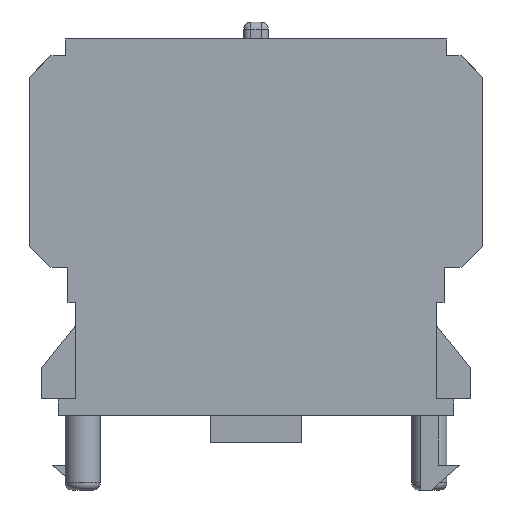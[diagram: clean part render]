
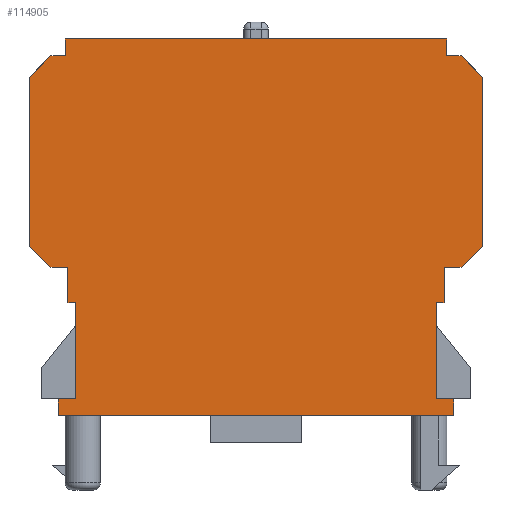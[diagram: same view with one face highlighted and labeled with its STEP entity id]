
A CAD part, left-side view. The second image highlights one B-rep face of the part: STEP entity #114905.
In plain terms, the highlighted planar face has unit normal (-1, 0, 0).
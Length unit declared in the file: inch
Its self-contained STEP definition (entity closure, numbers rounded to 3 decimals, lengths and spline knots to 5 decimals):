
#33825=CARTESIAN_POINT('',(-0.72343,-0.5315,0.84252));
#33826=VERTEX_POINT('',#33825);
#33827=CARTESIAN_POINT('',(-0.72343,0.5315,0.84252));
#33828=VERTEX_POINT('',#33827);
#33829=CARTESIAN_POINT('',(-0.72343,-0.5315,0.84252));
#33830=DIRECTION('',(0.0,1.0,0.0));
#33831=VECTOR('',#33830,1.06299);
#33832=LINE('',#33829,#33831);
#33833=EDGE_CURVE('',#33826,#33828,#33832,.T.);
#46849=CARTESIAN_POINT('',(-0.72343,0.5315,0.79528));
#46850=VERTEX_POINT('',#46849);
#46857=CARTESIAN_POINT('',(-0.72343,0.5315,0.84252));
#46858=DIRECTION('',(0.0,0.0,-1.0));
#46859=VECTOR('',#46858,0.04724);
#46860=LINE('',#46857,#46859);
#46861=EDGE_CURVE('',#33828,#46850,#46860,.T.);
#46872=CARTESIAN_POINT('',(-0.72343,-0.5315,0.79528));
#46873=VERTEX_POINT('',#46872);
#46874=CARTESIAN_POINT('',(-0.72343,-0.5315,0.84252));
#46875=DIRECTION('',(0.0,0.0,-1.0));
#46876=VECTOR('',#46875,0.04724);
#46877=LINE('',#46874,#46876);
#46878=EDGE_CURVE('',#33826,#46873,#46877,.T.);
#47007=CARTESIAN_POINT('',(-0.72343,-0.57087,0.79528));
#47008=VERTEX_POINT('',#47007);
#47009=CARTESIAN_POINT('',(-0.72343,-0.57087,0.79528));
#47010=DIRECTION('',(0.0,1.0,0.0));
#47011=VECTOR('',#47010,0.03937);
#47012=LINE('',#47009,#47011);
#47013=EDGE_CURVE('',#47008,#46873,#47012,.T.);
#47077=CARTESIAN_POINT('',(-0.72343,0.57087,0.79528));
#47078=VERTEX_POINT('',#47077);
#47085=CARTESIAN_POINT('',(-0.72343,0.5315,0.79528));
#47086=DIRECTION('',(0.0,1.0,0.0));
#47087=VECTOR('',#47086,0.03937);
#47088=LINE('',#47085,#47087);
#47089=EDGE_CURVE('',#46850,#47078,#47088,.T.);
#79331=CARTESIAN_POINT('',(-0.72343,-0.50197,-0.15945));
#79332=VERTEX_POINT('',#79331);
#79339=CARTESIAN_POINT('',(-0.72343,-0.55118,-0.15945));
#79340=VERTEX_POINT('',#79339);
#79341=CARTESIAN_POINT('',(-0.72343,-0.50197,-0.15945));
#79342=DIRECTION('',(0.0,-1.0,0.0));
#79343=VECTOR('',#79342,0.04921);
#79344=LINE('',#79341,#79343);
#79345=EDGE_CURVE('',#79332,#79340,#79344,.T.);
#79875=CARTESIAN_POINT('',(-0.72343,0.55118,-0.15945));
#79876=VERTEX_POINT('',#79875);
#79883=CARTESIAN_POINT('',(-0.72343,0.50197,-0.15945));
#79884=VERTEX_POINT('',#79883);
#79885=CARTESIAN_POINT('',(-0.72343,0.50197,-0.15945));
#79886=DIRECTION('',(0.0,1.0,0.0));
#79887=VECTOR('',#79886,0.04921);
#79888=LINE('',#79885,#79887);
#79889=EDGE_CURVE('',#79884,#79876,#79888,.T.);
#90322=CARTESIAN_POINT('',(-0.72343,0.52362,0.20669));
#90323=VERTEX_POINT('',#90322);
#90332=CARTESIAN_POINT('',(-0.72343,0.57087,0.20669));
#90333=VERTEX_POINT('',#90332);
#90334=CARTESIAN_POINT('',(-0.72343,0.57087,0.20669));
#90335=DIRECTION('',(0.0,-1.0,0.0));
#90336=VECTOR('',#90335,0.04724);
#90337=LINE('',#90334,#90336);
#90338=EDGE_CURVE('',#90333,#90323,#90337,.T.);
#90522=CARTESIAN_POINT('',(-0.72343,0.62992,0.73622));
#90523=VERTEX_POINT('',#90522);
#90524=CARTESIAN_POINT('',(-0.72343,0.62992,0.73622));
#90525=DIRECTION('',(0.0,-0.707,0.707));
#90526=VECTOR('',#90525,0.08352);
#90527=LINE('',#90524,#90526);
#90528=EDGE_CURVE('',#90523,#47078,#90527,.T.);
#90618=CARTESIAN_POINT('',(-0.72343,0.62992,0.26575));
#90619=VERTEX_POINT('',#90618);
#90626=CARTESIAN_POINT('',(-0.72343,0.62992,0.26575));
#90627=DIRECTION('',(0.0,0.0,1.0));
#90628=VECTOR('',#90627,0.47047);
#90629=LINE('',#90626,#90628);
#90630=EDGE_CURVE('',#90619,#90523,#90629,.T.);
#90640=CARTESIAN_POINT('',(-0.72343,0.57087,0.20669));
#90641=DIRECTION('',(0.0,0.707,0.707));
#90642=VECTOR('',#90641,0.08352);
#90643=LINE('',#90640,#90642);
#90644=EDGE_CURVE('',#90333,#90619,#90643,.T.);
#92406=CARTESIAN_POINT('',(-0.72343,-0.62992,0.73622));
#92407=VERTEX_POINT('',#92406);
#92408=CARTESIAN_POINT('',(-0.72343,-0.57087,0.79528));
#92409=DIRECTION('',(0.0,-0.707,-0.707));
#92410=VECTOR('',#92409,0.08352);
#92411=LINE('',#92408,#92410);
#92412=EDGE_CURVE('',#47008,#92407,#92411,.T.);
#92502=CARTESIAN_POINT('',(-0.72343,-0.62992,0.26575));
#92503=VERTEX_POINT('',#92502);
#92504=CARTESIAN_POINT('',(-0.72343,-0.62992,0.26575));
#92505=DIRECTION('',(0.0,0.0,1.0));
#92506=VECTOR('',#92505,0.47047);
#92507=LINE('',#92504,#92506);
#92508=EDGE_CURVE('',#92503,#92407,#92507,.T.);
#92550=CARTESIAN_POINT('',(-0.72343,-0.57087,0.20669));
#92551=VERTEX_POINT('',#92550);
#92552=CARTESIAN_POINT('',(-0.72343,-0.62992,0.26575));
#92553=DIRECTION('',(0.0,0.707,-0.707));
#92554=VECTOR('',#92553,0.08352);
#92555=LINE('',#92552,#92554);
#92556=EDGE_CURVE('',#92503,#92551,#92555,.T.);
#92572=CARTESIAN_POINT('',(-0.72343,-0.52362,0.20669));
#92573=VERTEX_POINT('',#92572);
#92589=CARTESIAN_POINT('',(-0.72343,-0.52362,0.20669));
#92590=DIRECTION('',(0.0,-1.0,0.0));
#92591=VECTOR('',#92590,0.04724);
#92592=LINE('',#92589,#92591);
#92593=EDGE_CURVE('',#92573,#92551,#92592,.T.);
#107143=CARTESIAN_POINT('',(-0.72343,0.50197,0.10827));
#107144=VERTEX_POINT('',#107143);
#107151=CARTESIAN_POINT('',(-0.72343,0.52362,0.10827));
#107152=VERTEX_POINT('',#107151);
#107153=CARTESIAN_POINT('',(-0.72343,0.50197,0.10827));
#107154=DIRECTION('',(0.0,1.0,0.0));
#107155=VECTOR('',#107154,0.02165);
#107156=LINE('',#107153,#107155);
#107157=EDGE_CURVE('',#107144,#107152,#107156,.T.);
#107250=CARTESIAN_POINT('',(-0.72343,-0.55118,-0.20669));
#107251=VERTEX_POINT('',#107250);
#107258=CARTESIAN_POINT('',(-0.72343,0.55118,-0.20669));
#107259=VERTEX_POINT('',#107258);
#107260=CARTESIAN_POINT('',(-0.72343,0.55118,-0.20669));
#107261=DIRECTION('',(0.0,-1.0,0.0));
#107262=VECTOR('',#107261,1.10236);
#107263=LINE('',#107260,#107262);
#107264=EDGE_CURVE('',#107259,#107251,#107263,.T.);
#110153=CARTESIAN_POINT('',(-0.72343,0.52362,0.10827));
#110154=DIRECTION('',(0.0,0.0,1.0));
#110155=VECTOR('',#110154,0.09843);
#110156=LINE('',#110153,#110155);
#110157=EDGE_CURVE('',#107152,#90323,#110156,.T.);
#110318=CARTESIAN_POINT('',(-0.72343,0.55118,-0.20669));
#110319=DIRECTION('',(0.0,0.0,1.0));
#110320=VECTOR('',#110319,0.04724);
#110321=LINE('',#110318,#110320);
#110322=EDGE_CURVE('',#107259,#79876,#110321,.T.);
#110681=CARTESIAN_POINT('',(-0.72343,-0.52362,0.10827));
#110682=VERTEX_POINT('',#110681);
#110689=CARTESIAN_POINT('',(-0.72343,-0.50197,0.10827));
#110690=VERTEX_POINT('',#110689);
#110691=CARTESIAN_POINT('',(-0.72343,-0.50197,0.10827));
#110692=DIRECTION('',(0.0,-1.0,0.0));
#110693=VECTOR('',#110692,0.02165);
#110694=LINE('',#110691,#110693);
#110695=EDGE_CURVE('',#110690,#110682,#110694,.T.);
#111813=CARTESIAN_POINT('',(-0.72343,-0.55118,-0.20669));
#111814=DIRECTION('',(0.0,0.0,1.0));
#111815=VECTOR('',#111814,0.04724);
#111816=LINE('',#111813,#111815);
#111817=EDGE_CURVE('',#107251,#79340,#111816,.T.);
#111893=CARTESIAN_POINT('',(-0.72343,-0.50197,0.10827));
#111894=DIRECTION('',(0.0,0.0,-1.0));
#111895=VECTOR('',#111894,0.26772);
#111896=LINE('',#111893,#111895);
#111897=EDGE_CURVE('',#110690,#79332,#111896,.T.);
#113209=CARTESIAN_POINT('',(-0.72343,-0.52362,0.10827));
#113210=DIRECTION('',(0.0,0.0,1.0));
#113211=VECTOR('',#113210,0.09843);
#113212=LINE('',#113209,#113211);
#113213=EDGE_CURVE('',#110682,#92573,#113212,.T.);
#114869=CARTESIAN_POINT('',(-0.72343,-0.50197,0.0));
#114870=DIRECTION('',(-1.0,0.0,0.0));
#114871=DIRECTION('',(0.0,0.0,1.0));
#114872=AXIS2_PLACEMENT_3D('',#114869,#114870,#114871);
#114873=PLANE('',#114872);
#114874=ORIENTED_EDGE('',*,*,#110157,.F.);
#114875=ORIENTED_EDGE('',*,*,#107157,.F.);
#114876=CARTESIAN_POINT('',(-0.72343,0.50197,-0.15945));
#114877=DIRECTION('',(0.0,0.0,1.0));
#114878=VECTOR('',#114877,0.26772);
#114879=LINE('',#114876,#114878);
#114880=EDGE_CURVE('',#79884,#107144,#114879,.T.);
#114881=ORIENTED_EDGE('',*,*,#114880,.F.);
#114882=ORIENTED_EDGE('',*,*,#79889,.T.);
#114883=ORIENTED_EDGE('',*,*,#110322,.F.);
#114884=ORIENTED_EDGE('',*,*,#107264,.T.);
#114885=ORIENTED_EDGE('',*,*,#111817,.T.);
#114886=ORIENTED_EDGE('',*,*,#79345,.F.);
#114887=ORIENTED_EDGE('',*,*,#111897,.F.);
#114888=ORIENTED_EDGE('',*,*,#110695,.T.);
#114889=ORIENTED_EDGE('',*,*,#113213,.T.);
#114890=ORIENTED_EDGE('',*,*,#92593,.T.);
#114891=ORIENTED_EDGE('',*,*,#92556,.F.);
#114892=ORIENTED_EDGE('',*,*,#92508,.T.);
#114893=ORIENTED_EDGE('',*,*,#92412,.F.);
#114894=ORIENTED_EDGE('',*,*,#47013,.T.);
#114895=ORIENTED_EDGE('',*,*,#46878,.F.);
#114896=ORIENTED_EDGE('',*,*,#33833,.T.);
#114897=ORIENTED_EDGE('',*,*,#46861,.T.);
#114898=ORIENTED_EDGE('',*,*,#47089,.T.);
#114899=ORIENTED_EDGE('',*,*,#90528,.F.);
#114900=ORIENTED_EDGE('',*,*,#90630,.F.);
#114901=ORIENTED_EDGE('',*,*,#90644,.F.);
#114902=ORIENTED_EDGE('',*,*,#90338,.T.);
#114903=EDGE_LOOP('',(#114874,#114875,#114881,#114882,#114883,#114884,#114885,#114886,#114887,#114888,#114889,#114890,#114891,#114892,#114893,#114894,#114895,#114896,#114897,#114898,#114899,#114900,#114901,#114902));
#114904=FACE_OUTER_BOUND('',#114903,.T.);
#114905=ADVANCED_FACE('',(#114904),#114873,.T.);
